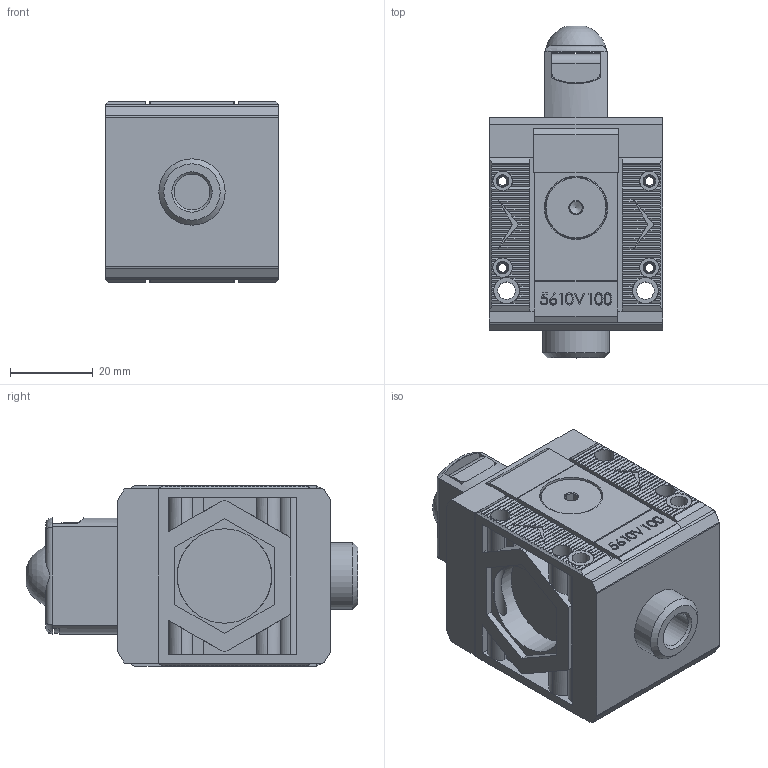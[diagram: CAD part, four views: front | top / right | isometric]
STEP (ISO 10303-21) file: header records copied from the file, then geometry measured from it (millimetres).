
FILE_DESCRIPTION(/* description */ ('Alibre Inc.'),/* implementation_level */ '2;1');
FILE_NAME(/* name */ 'export-EC23FEDE-AB02-4761-A37E-AFAD7F06B177',/* time_stamp */ '2022-06-13T11:57:15+02:00',/* author */ (''),/* organization */ (''),/* preprocessor_version */ 'ST-DEVELOPER v17',/* originating_system */ 'Alibre',/* authorisation */ '');
FILE_SCHEMA (('AUTOMOTIVE_DESIGN'));
Length unit declared in the file: millimetre
Products named in the file (6): _SC_BODY_310; _SC_SHUTT_OF_VALVE_Size 110; _SC_FLANGE_3; _SC_PLUGSize 1; _5610V100_CODE_PLATE; 5610V100
Bounding box: 41.8 x 80.07 x 43.6 mm (x, y, z)
Volume: 89688.8 mm3; surface area: 29230.7 mm2
Topology: 7 solids, 7 shells, 1157 faces, 3122 edges, 2021 vertices
Faces by surface type: plane 811, cylinder 295, cone 40, torus 9, sphere 2
Full cylindrical faces by diameter (mm): 2.113 x4, 3 x8, 4.2 x2, 4.7 x4, 8.566 x5, 9.728 x2, 15 x2, 15.3 x2, 16 x1, 22.8 x2, 28.8 x1, 29.7 x1, 31.3 x1, 32 x1
Entity records: 32445 total; most frequent: CARTESIAN_POINT 6289, ORIENTED_EDGE 5428, DIRECTION 4585, EDGE_CURVE 2714, VECTOR 2022, LINE 2022, VERTEX_POINT 1759, AXIS2_PLACEMENT_3D 1659
